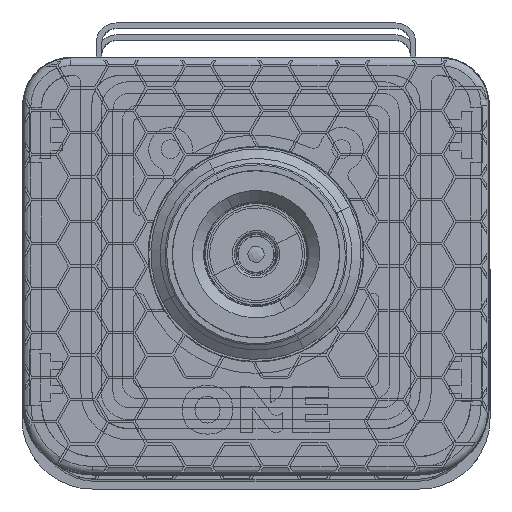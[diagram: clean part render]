
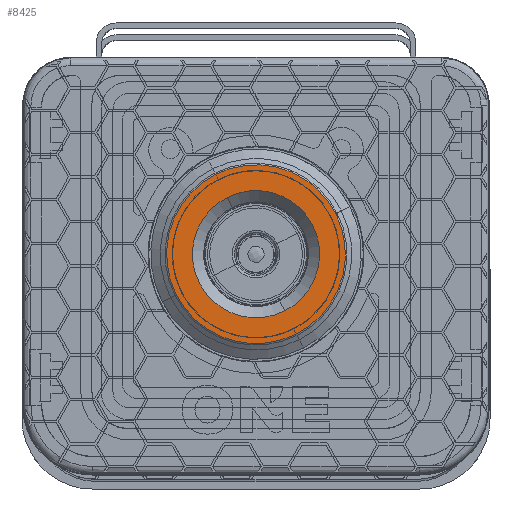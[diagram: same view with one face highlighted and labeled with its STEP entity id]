
A CAD part, top view. The second image highlights one B-rep face of the part: STEP entity #8425.
In plain terms, the highlighted face is planar.
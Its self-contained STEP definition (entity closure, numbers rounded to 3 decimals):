
#2769 = EDGE_CURVE ( 'NONE', #36232, #83149, #82495, .T. ) ;
#3156 = VERTEX_POINT ( 'NONE', #72602 ) ;
#4318 = DIRECTION ( 'NONE',  ( 0., 0., -1. ) ) ;
#8118 = CARTESIAN_POINT ( 'NONE',  ( 0., 4.509, 8. ) ) ;
#8425 = ADVANCED_FACE ( 'NONE', ( #12014, #63241 ), #11198, .F. ) ;
#9658 = EDGE_LOOP ( 'NONE', ( #65731, #73536 ) ) ;
#11116 = EDGE_CURVE ( 'NONE', #28254, #3156, #20991, .T. ) ;
#11198 = PLANE ( 'NONE',  #72613 ) ;
#12014 = FACE_BOUND ( 'NONE', #9658, .T. ) ;
#13415 = CARTESIAN_POINT ( 'NONE',  ( 0., 4.509, 0. ) ) ;
#15931 = CARTESIAN_POINT ( 'NONE',  ( 0., 4.509, 0. ) ) ;
#17631 = CARTESIAN_POINT ( 'NONE',  ( 0., 4.509, 0. ) ) ;
#19203 = ORIENTED_EDGE ( 'NONE', *, *, #35786, .F. ) ;
#19559 = AXIS2_PLACEMENT_3D ( 'NONE', #46128, #39701, #33238 ) ;
#20732 = DIRECTION ( 'NONE',  ( 1., 0., 0. ) ) ;
#20991 = CIRCLE ( 'NONE', #19559, 11.25 ) ;
#27414 = AXIS2_PLACEMENT_3D ( 'NONE', #13415, #64647, #20732 ) ;
#28254 = VERTEX_POINT ( 'NONE', #70445 ) ;
#32109 = DIRECTION ( 'NONE',  ( 0., 1., 0. ) ) ;
#33238 = DIRECTION ( 'NONE',  ( 1., 0., 0. ) ) ;
#34875 = DIRECTION ( 'NONE',  ( 0., 1., 0. ) ) ;
#35786 = EDGE_CURVE ( 'NONE', #3156, #28254, #40950, .T. ) ;
#36232 = VERTEX_POINT ( 'NONE', #8118 ) ;
#39701 = DIRECTION ( 'NONE',  ( 0., -1., 0. ) ) ;
#40950 = CIRCLE ( 'NONE', #27414, 11.25 ) ;
#44036 = AXIS2_PLACEMENT_3D ( 'NONE', #15931, #34875, #62802 ) ;
#45785 = EDGE_LOOP ( 'NONE', ( #19203, #72889 ) ) ;
#46128 = CARTESIAN_POINT ( 'NONE',  ( 0., 4.509, 0. ) ) ;
#62802 = DIRECTION ( 'NONE',  ( 0., 0., 1. ) ) ;
#63241 = FACE_OUTER_BOUND ( 'NONE', #45785, .T. ) ;
#64647 = DIRECTION ( 'NONE',  ( 0., -1., 0. ) ) ;
#65731 = ORIENTED_EDGE ( 'NONE', *, *, #2769, .F. ) ;
#70445 = CARTESIAN_POINT ( 'NONE',  ( -11.25, 4.509, 0. ) ) ;
#72602 = CARTESIAN_POINT ( 'NONE',  ( 11.25, 4.509, 0. ) ) ;
#72613 = AXIS2_PLACEMENT_3D ( 'NONE', #17631, #84247, #4318 ) ;
#72889 = ORIENTED_EDGE ( 'NONE', *, *, #11116, .F. ) ;
#73177 = AXIS2_PLACEMENT_3D ( 'NONE', #73222, #32109, #78105 ) ;
#73222 = CARTESIAN_POINT ( 'NONE',  ( 0., 4.509, 0. ) ) ;
#73536 = ORIENTED_EDGE ( 'NONE', *, *, #76184, .F. ) ;
#76184 = EDGE_CURVE ( 'NONE', #83149, #36232, #78715, .T. ) ;
#77022 = CARTESIAN_POINT ( 'NONE',  ( 0., 4.509, -8. ) ) ;
#78105 = DIRECTION ( 'NONE',  ( 0., 0., 1. ) ) ;
#78715 = CIRCLE ( 'NONE', #73177, 8. ) ;
#82495 = CIRCLE ( 'NONE', #44036, 8. ) ;
#83149 = VERTEX_POINT ( 'NONE', #77022 ) ;
#84247 = DIRECTION ( 'NONE',  ( 0., -1., 0. ) ) ;
